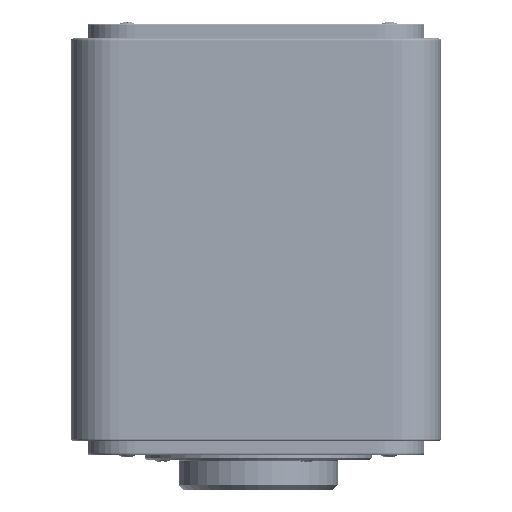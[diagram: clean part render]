
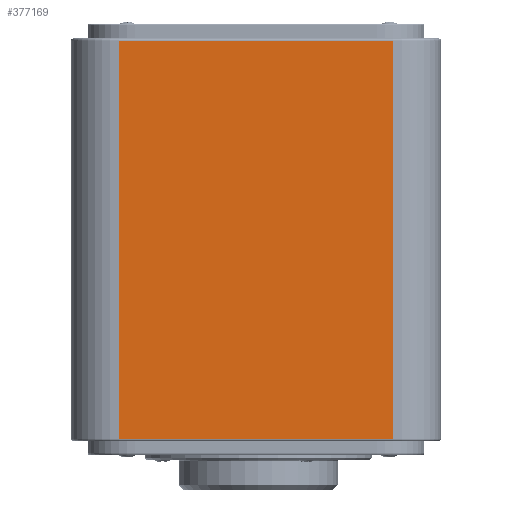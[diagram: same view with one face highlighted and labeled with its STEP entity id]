
A CAD part, left-side view. The second image highlights one B-rep face of the part: STEP entity #377169.
In plain terms, the highlighted planar face has unit normal (-1, 0, 0).
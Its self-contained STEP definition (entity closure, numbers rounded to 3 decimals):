
#28379 = EDGE_CURVE ( 'NONE', #117745, #131506, #366481, .T. ) ;
#32882 = CARTESIAN_POINT ( 'NONE',  ( -32.5, 29.5, 172.993 ) ) ;
#34525 = LINE ( 'NONE', #314733, #132328 ) ;
#53421 = DIRECTION ( 'NONE',  ( 1., 0., 0. ) ) ;
#65937 = VECTOR ( 'NONE', #155627, 1000. ) ;
#94233 = CARTESIAN_POINT ( 'NONE',  ( -32.5, -28.5, 172.993 ) ) ;
#98194 = DIRECTION ( 'NONE',  ( 0., 0., 1. ) ) ;
#105183 = VECTOR ( 'NONE', #98194, 1000. ) ;
#111921 = CARTESIAN_POINT ( 'NONE',  ( -32.5, -39., 172.993 ) ) ;
#117745 = VERTEX_POINT ( 'NONE', #224445 ) ;
#121984 = AXIS2_PLACEMENT_3D ( 'NONE', #111921, #53421, #200709 ) ;
#130027 = VECTOR ( 'NONE', #341377, 1000. ) ;
#131506 = VERTEX_POINT ( 'NONE', #243799 ) ;
#132328 = VECTOR ( 'NONE', #213995, 1000. ) ;
#138307 = EDGE_LOOP ( 'NONE', ( #310076, #305105, #389238, #157769 ) ) ;
#144914 = EDGE_CURVE ( 'NONE', #131506, #153774, #187870, .T. ) ;
#153774 = VERTEX_POINT ( 'NONE', #284108 ) ;
#155627 = DIRECTION ( 'NONE',  ( 0., 1., 0. ) ) ;
#157769 = ORIENTED_EDGE ( 'NONE', *, *, #207185, .T. ) ;
#168458 = FACE_OUTER_BOUND ( 'NONE', #138307, .T. ) ;
#187870 = LINE ( 'NONE', #248358, #65937 ) ;
#200709 = DIRECTION ( 'NONE',  ( 0., 0., -1. ) ) ;
#207185 = EDGE_CURVE ( 'NONE', #338850, #117745, #34525, .T. ) ;
#213995 = DIRECTION ( 'NONE',  ( 0., -1., 0. ) ) ;
#218359 = LINE ( 'NONE', #32882, #130027 ) ;
#224445 = CARTESIAN_POINT ( 'NONE',  ( -32.5, -28.5, -15.84 ) ) ;
#243799 = CARTESIAN_POINT ( 'NONE',  ( -32.5, -28.5, 68.16 ) ) ;
#248358 = CARTESIAN_POINT ( 'NONE',  ( -32.5, 29.5, 68.16 ) ) ;
#284108 = CARTESIAN_POINT ( 'NONE',  ( -32.5, 29.5, 68.16 ) ) ;
#291433 = PLANE ( 'NONE',  #121984 ) ;
#305105 = ORIENTED_EDGE ( 'NONE', *, *, #144914, .T. ) ;
#310076 = ORIENTED_EDGE ( 'NONE', *, *, #28379, .T. ) ;
#314733 = CARTESIAN_POINT ( 'NONE',  ( -32.5, -39., -15.84 ) ) ;
#338850 = VERTEX_POINT ( 'NONE', #385480 ) ;
#341377 = DIRECTION ( 'NONE',  ( 0., 0., -1. ) ) ;
#363974 = EDGE_CURVE ( 'NONE', #153774, #338850, #218359, .T. ) ;
#366481 = LINE ( 'NONE', #94233, #105183 ) ;
#377169 = ADVANCED_FACE ( 'NONE', ( #168458 ), #291433, .F. ) ;
#385480 = CARTESIAN_POINT ( 'NONE',  ( -32.5, 29.5, -15.84 ) ) ;
#389238 = ORIENTED_EDGE ( 'NONE', *, *, #363974, .T. ) ;
